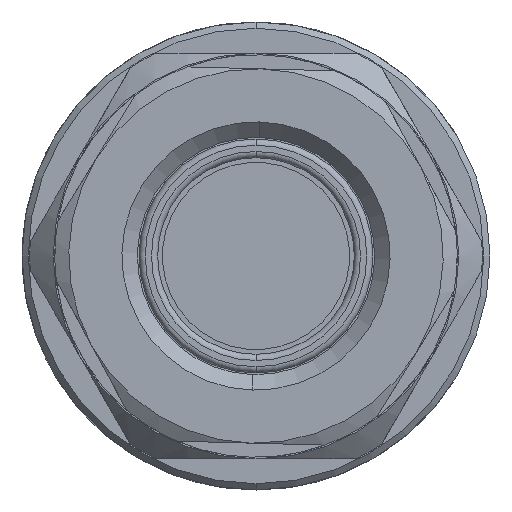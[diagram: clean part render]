
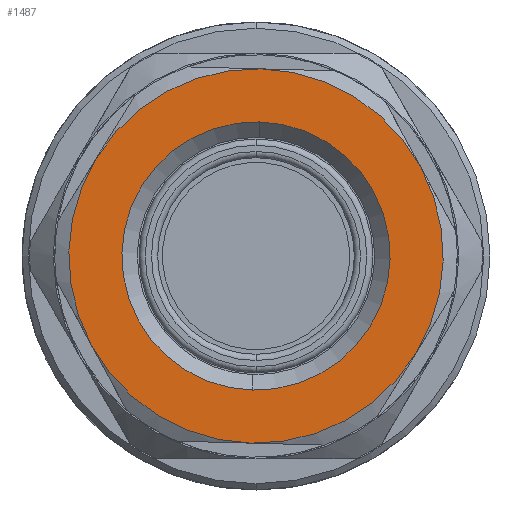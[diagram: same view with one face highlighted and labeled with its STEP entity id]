
A CAD part, front view. The second image highlights one B-rep face of the part: STEP entity #1487.
In plain terms, the highlighted planar face has unit normal (0, -1, 0).
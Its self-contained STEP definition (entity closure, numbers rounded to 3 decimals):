
#28 = VERTEX_POINT ( 'NONE', #1868 ) ;
#146 = EDGE_LOOP ( 'NONE', ( #3630, #2288, #4757, #1995, #268, #1537 ) ) ;
#211 = CARTESIAN_POINT ( 'NONE',  ( 0.115, -4.996, 4.298 ) ) ;
#213 = VERTEX_POINT ( 'NONE', #1642 ) ;
#262 = FACE_OUTER_BOUND ( 'NONE', #146, .T. ) ;
#268 = ORIENTED_EDGE ( 'NONE', *, *, #3324, .T. ) ;
#299 = DIRECTION ( 'NONE',  ( -0.027, 0., -1. ) ) ;
#386 = EDGE_CURVE ( 'NONE', #1344, #4840, #2034, .T. ) ;
#576 = DIRECTION ( 'NONE',  ( 0., -1., 0. ) ) ;
#637 = DIRECTION ( 'NONE',  ( 0., -1., 0. ) ) ;
#656 = DIRECTION ( 'NONE',  ( 0.027, 0., 1. ) ) ;
#781 = ORIENTED_EDGE ( 'NONE', *, *, #863, .T. ) ;
#863 = EDGE_CURVE ( 'NONE', #1555, #213, #4442, .T. ) ;
#997 = AXIS2_PLACEMENT_3D ( 'NONE', #2549, #1788, #656 ) ;
#1009 = EDGE_CURVE ( 'NONE', #4668, #3859, #4285, .T. ) ;
#1201 = CARTESIAN_POINT ( 'NONE',  ( -5.114, -4.996, 3.137 ) ) ;
#1267 = CARTESIAN_POINT ( 'NONE',  ( 5.114, -4.996, -3.137 ) ) ;
#1344 = VERTEX_POINT ( 'NONE', #1267 ) ;
#1377 = DIRECTION ( 'NONE',  ( 0., -1., 0. ) ) ;
#1438 = DIRECTION ( 'NONE',  ( -0.027, 0., -1. ) ) ;
#1487 = ADVANCED_FACE ( 'NONE', ( #2195, #262 ), #4825, .F. ) ;
#1533 = CIRCLE ( 'NONE', #4022, 6. ) ;
#1537 = ORIENTED_EDGE ( 'NONE', *, *, #386, .T. ) ;
#1555 = VERTEX_POINT ( 'NONE', #211 ) ;
#1642 = CARTESIAN_POINT ( 'NONE',  ( -0.115, -4.996, -4.298 ) ) ;
#1759 = CIRCLE ( 'NONE', #2328, 6. ) ;
#1769 = CARTESIAN_POINT ( 'NONE',  ( 0., -4.996, 0. ) ) ;
#1782 = AXIS2_PLACEMENT_3D ( 'NONE', #2361, #4938, #3820 ) ;
#1788 = DIRECTION ( 'NONE',  ( 0., 1., 0. ) ) ;
#1864 = CIRCLE ( 'NONE', #1782, 6. ) ;
#1868 = CARTESIAN_POINT ( 'NONE',  ( -0.16, -4.996, -5.998 ) ) ;
#1910 = CARTESIAN_POINT ( 'NONE',  ( 0., -4.996, 0. ) ) ;
#1995 = ORIENTED_EDGE ( 'NONE', *, *, #2313, .T. ) ;
#2034 = CIRCLE ( 'NONE', #2198, 6. ) ;
#2038 = ORIENTED_EDGE ( 'NONE', *, *, #4721, .T. ) ;
#2195 = FACE_BOUND ( 'NONE', #4801, .T. ) ;
#2198 = AXIS2_PLACEMENT_3D ( 'NONE', #1910, #4947, #2672 ) ;
#2288 = ORIENTED_EDGE ( 'NONE', *, *, #1009, .T. ) ;
#2313 = EDGE_CURVE ( 'NONE', #4081, #28, #1533, .T. ) ;
#2328 = AXIS2_PLACEMENT_3D ( 'NONE', #2941, #576, #1438 ) ;
#2361 = CARTESIAN_POINT ( 'NONE',  ( 0., -4.996, 0. ) ) ;
#2436 = DIRECTION ( 'NONE',  ( -0.027, 0., -1. ) ) ;
#2508 = AXIS2_PLACEMENT_3D ( 'NONE', #4929, #4178, #3474 ) ;
#2526 = AXIS2_PLACEMENT_3D ( 'NONE', #2785, #4712, #2436 ) ;
#2549 = CARTESIAN_POINT ( 'NONE',  ( 0., -4.996, 0. ) ) ;
#2593 = DIRECTION ( 'NONE',  ( 0.027, 0., 1. ) ) ;
#2639 = DIRECTION ( 'NONE',  ( 0., 1., 0. ) ) ;
#2672 = DIRECTION ( 'NONE',  ( -0.027, 0., -1. ) ) ;
#2747 = CIRCLE ( 'NONE', #2508, 4.3 ) ;
#2785 = CARTESIAN_POINT ( 'NONE',  ( 0., -4.996, 0. ) ) ;
#2859 = CARTESIAN_POINT ( 'NONE',  ( 0., -4.996, 0. ) ) ;
#2941 = CARTESIAN_POINT ( 'NONE',  ( 0., -4.996, 0. ) ) ;
#3088 = EDGE_CURVE ( 'NONE', #3859, #4081, #1759, .T. ) ;
#3324 = EDGE_CURVE ( 'NONE', #28, #1344, #4172, .T. ) ;
#3474 = DIRECTION ( 'NONE',  ( 0.027, 0., 1. ) ) ;
#3536 = CARTESIAN_POINT ( 'NONE',  ( -5.274, -4.996, -2.86 ) ) ;
#3630 = ORIENTED_EDGE ( 'NONE', *, *, #3878, .T. ) ;
#3778 = CARTESIAN_POINT ( 'NONE',  ( 0.16, -4.996, 5.998 ) ) ;
#3820 = DIRECTION ( 'NONE',  ( -0.027, 0., -1. ) ) ;
#3859 = VERTEX_POINT ( 'NONE', #1201 ) ;
#3878 = EDGE_CURVE ( 'NONE', #4840, #4668, #1864, .T. ) ;
#4022 = AXIS2_PLACEMENT_3D ( 'NONE', #2859, #1377, #4066 ) ;
#4066 = DIRECTION ( 'NONE',  ( -0.027, 0., -1. ) ) ;
#4081 = VERTEX_POINT ( 'NONE', #3536 ) ;
#4172 = CIRCLE ( 'NONE', #4802, 6. ) ;
#4178 = DIRECTION ( 'NONE',  ( 0., 1., 0. ) ) ;
#4277 = CARTESIAN_POINT ( 'NONE',  ( 5.274, -4.996, 2.86 ) ) ;
#4285 = CIRCLE ( 'NONE', #2526, 6. ) ;
#4442 = CIRCLE ( 'NONE', #4604, 4.3 ) ;
#4545 = CARTESIAN_POINT ( 'NONE',  ( 0., -4.996, 0. ) ) ;
#4604 = AXIS2_PLACEMENT_3D ( 'NONE', #4545, #2639, #2593 ) ;
#4668 = VERTEX_POINT ( 'NONE', #3778 ) ;
#4712 = DIRECTION ( 'NONE',  ( 0., -1., 0. ) ) ;
#4721 = EDGE_CURVE ( 'NONE', #213, #1555, #2747, .T. ) ;
#4757 = ORIENTED_EDGE ( 'NONE', *, *, #3088, .T. ) ;
#4801 = EDGE_LOOP ( 'NONE', ( #2038, #781 ) ) ;
#4802 = AXIS2_PLACEMENT_3D ( 'NONE', #1769, #637, #299 ) ;
#4825 = PLANE ( 'NONE',  #997 ) ;
#4840 = VERTEX_POINT ( 'NONE', #4277 ) ;
#4929 = CARTESIAN_POINT ( 'NONE',  ( 0., -4.996, 0. ) ) ;
#4938 = DIRECTION ( 'NONE',  ( 0., -1., 0. ) ) ;
#4947 = DIRECTION ( 'NONE',  ( 0., -1., 0. ) ) ;
